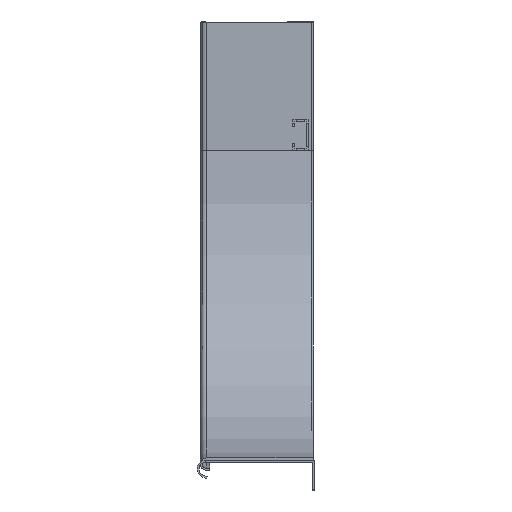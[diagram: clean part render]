
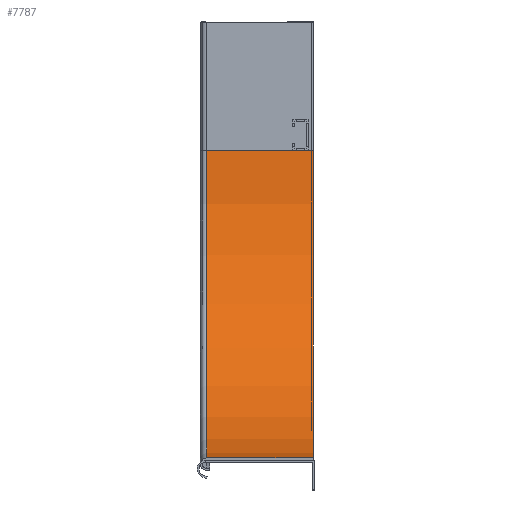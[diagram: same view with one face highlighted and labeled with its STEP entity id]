
A CAD part, left-side view. The second image highlights one B-rep face of the part: STEP entity #7787.
In plain terms, the highlighted cylindrical face has radius 300 mm (diameter 600 mm), a partial arc.
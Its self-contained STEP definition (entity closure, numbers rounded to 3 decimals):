
#216 = EDGE_CURVE ( 'NONE', #3155, #11897, #11366, .T. ) ;
#225 = CARTESIAN_POINT ( 'NONE',  ( 300., 0., -125. ) ) ;
#324 = DIRECTION ( 'NONE',  ( 0., 0., -1. ) ) ;
#352 = DIRECTION ( 'NONE',  ( 0., -1., 0. ) ) ;
#364 = CARTESIAN_POINT ( 'NONE',  ( 300., 104., -125. ) ) ;
#425 = EDGE_CURVE ( 'NONE', #11008, #3155, #4138, .T. ) ;
#464 = DIRECTION ( 'NONE',  ( 0., -1., 0. ) ) ;
#982 = ORIENTED_EDGE ( 'NONE', *, *, #425, .F. ) ;
#1211 = DIRECTION ( 'NONE',  ( 0., 1., 0. ) ) ;
#1321 = DIRECTION ( 'NONE',  ( 1., 0., 0. ) ) ;
#2131 = EDGE_CURVE ( 'NONE', #11008, #8992, #11635, .T. ) ;
#2492 = CARTESIAN_POINT ( 'NONE',  ( 0., 3., -125. ) ) ;
#2624 = ORIENTED_EDGE ( 'NONE', *, *, #216, .F. ) ;
#2661 = DIRECTION ( 'NONE',  ( 0., 0., -1. ) ) ;
#2714 = LINE ( 'NONE', #3982, #2750 ) ;
#2750 = VECTOR ( 'NONE', #8220, 1000. ) ;
#2801 = ORIENTED_EDGE ( 'NONE', *, *, #2131, .T. ) ;
#3155 = VERTEX_POINT ( 'NONE', #6222 ) ;
#3185 = ORIENTED_EDGE ( 'NONE', *, *, #10398, .T. ) ;
#3802 = CARTESIAN_POINT ( 'NONE',  ( 300., 0., -125. ) ) ;
#3982 = CARTESIAN_POINT ( 'NONE',  ( 300., 3., -425. ) ) ;
#4138 = LINE ( 'NONE', #2492, #10258 ) ;
#5236 = AXIS2_PLACEMENT_3D ( 'NONE', #3802, #464, #2661 ) ;
#6222 = CARTESIAN_POINT ( 'NONE',  ( 0., 104., -125. ) ) ;
#7708 = CARTESIAN_POINT ( 'NONE',  ( 300., 0., -425. ) ) ;
#7787 = ADVANCED_FACE ( 'NONE', ( #13698 ), #13567, .F. ) ;
#7841 = DIRECTION ( 'NONE',  ( 0., -1., 0. ) ) ;
#8220 = DIRECTION ( 'NONE',  ( 0., 1., 0. ) ) ;
#8405 = AXIS2_PLACEMENT_3D ( 'NONE', #364, #352, #324 ) ;
#8967 = EDGE_LOOP ( 'NONE', ( #982, #2801, #3185, #2624 ) ) ;
#8992 = VERTEX_POINT ( 'NONE', #7708 ) ;
#9295 = CARTESIAN_POINT ( 'NONE',  ( 300., 104., -425. ) ) ;
#10258 = VECTOR ( 'NONE', #1211, 1000. ) ;
#10398 = EDGE_CURVE ( 'NONE', #8992, #11897, #2714, .T. ) ;
#11008 = VERTEX_POINT ( 'NONE', #11380 ) ;
#11366 = CIRCLE ( 'NONE', #8405, 300. ) ;
#11380 = CARTESIAN_POINT ( 'NONE',  ( 0., 0., -125. ) ) ;
#11600 = AXIS2_PLACEMENT_3D ( 'NONE', #225, #7841, #1321 ) ;
#11635 = CIRCLE ( 'NONE', #11600, 300. ) ;
#11897 = VERTEX_POINT ( 'NONE', #9295 ) ;
#13567 = CYLINDRICAL_SURFACE ( 'NONE', #5236, 300. ) ;
#13698 = FACE_OUTER_BOUND ( 'NONE', #8967, .T. ) ;
